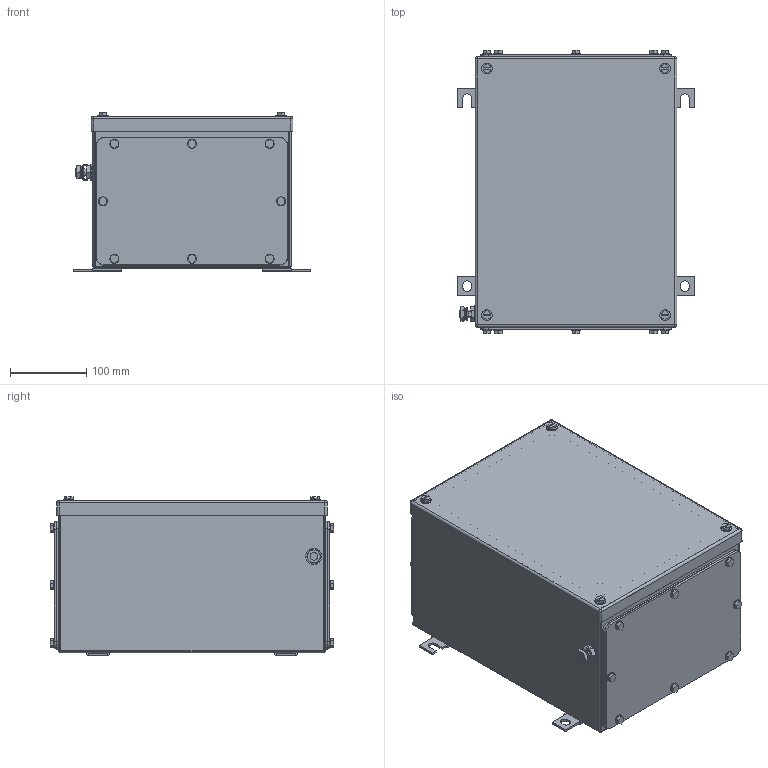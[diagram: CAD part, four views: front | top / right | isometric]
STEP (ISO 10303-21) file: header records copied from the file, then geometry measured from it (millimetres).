
FILE_DESCRIPTION(('CATIA V5 STEP Exchange','CAx-IF Rec.Pracs.--- Model Styling and Organization---1.4--- 2014-01-23'),'2;1');
FILE_NAME ('008636-4_3_1195970000_1195970000.stp','2019-09-25T05:51:35+00:00',('none'),('Weidmueller'),'CATIA Version 5-6 Release 2016 SP3 HF44','CATIA V5 STEP AP214','none');
FILE_SCHEMA(('AUTOMOTIVE_DESIGN { 1 0 10303 214 1 1 1 1 }'));
Length unit declared in the file: millimetre
Products named in the file (1): 1195970000
Bounding box: 311 x 372 x 208.5 mm (x, y, z)
Volume: 1037256 mm3; surface area: 1134354.8 mm2
Topology: 68 solids, 68 shells, 1412 faces, 3264 edges, 2048 vertices
Faces by surface type: cylinder 646, plane 556, cone 188, sphere 16, torus 6
Entity records: 38279 total; most frequent: CARTESIAN_POINT 8110, ORIENTED_EDGE 6400, DIRECTION 5051, EDGE_CURVE 3200, AXIS2_PLACEMENT_3D 2310, VERTEX_POINT 2048, VECTOR 1706, LINE 1706
